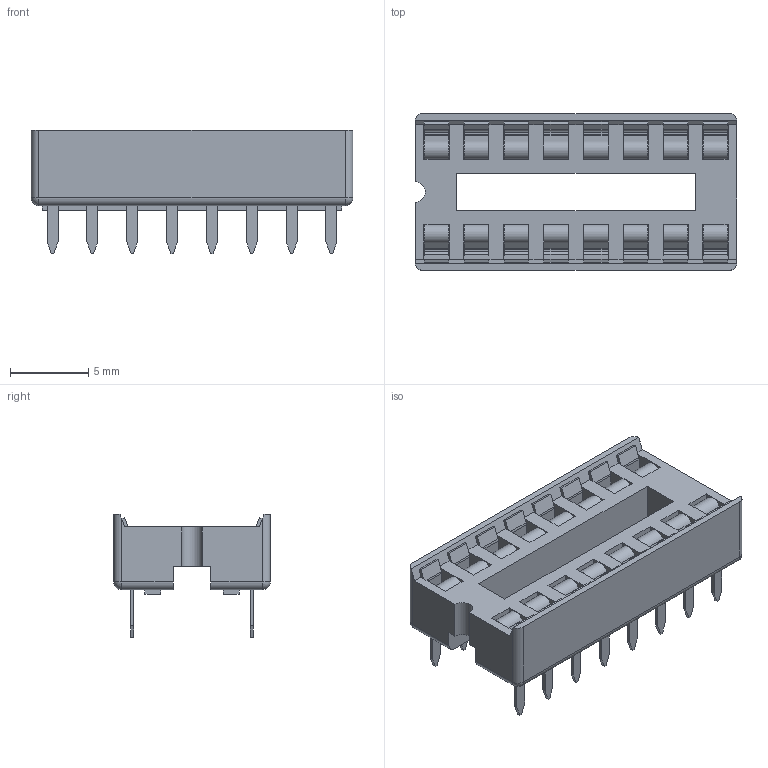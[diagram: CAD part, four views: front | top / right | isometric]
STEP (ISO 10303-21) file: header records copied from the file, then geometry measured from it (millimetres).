
FILE_DESCRIPTION(('STEP AP214'), '1');
FILE_NAME('DIP300-skt-flat-16', '2016-03-21T17:35:59', ('Nobody'), (''), 'ASCON STEP Converter 1.3', 'ASCON Math Kernel', '');
FILE_SCHEMA(('AUTOMOTIVE_DESIGN { 1 0 10303 214 3 1 1}'));
Length unit declared in the file: millimetre
Bounding box: 20.52 x 10 x 7.85 mm (x, y, z)
Volume: 573.3 mm3; surface area: 1882.4 mm2
Topology: 17 solids, 17 shells, 971 faces, 2160 edges, 1220 vertices
Faces by surface type: plane 796, cylinder 171, sphere 4
Entity records: 33660 total; most frequent: DIRECTION 4470, CARTESIAN_POINT 4360, ORIENTED_EDGE 4312, EDGE_CURVE 2156, LINE 1778, VECTOR 1778, AXIS2_PLACEMENT_3D 1346, VERTEX_POINT 1220
